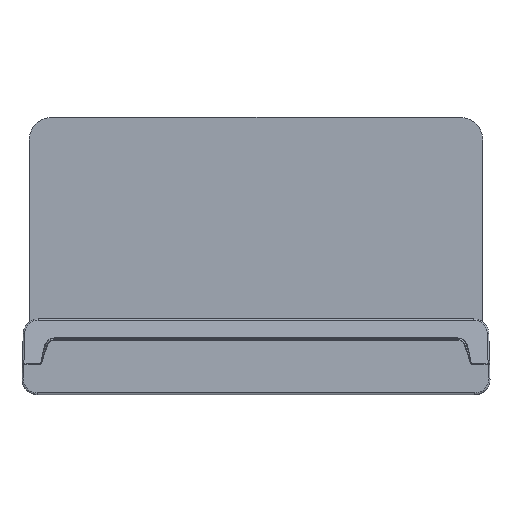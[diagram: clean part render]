
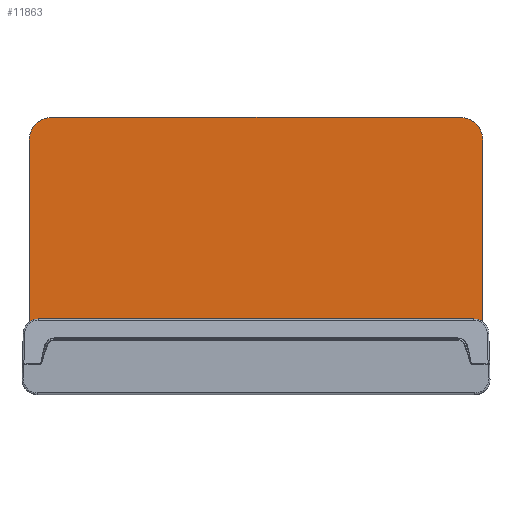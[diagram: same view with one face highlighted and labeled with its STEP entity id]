
A CAD part, top view. The second image highlights one B-rep face of the part: STEP entity #11863.
In plain terms, the highlighted face is planar.
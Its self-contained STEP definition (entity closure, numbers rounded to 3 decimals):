
#292 = AXIS2_PLACEMENT_3D ( 'NONE', #10272, #13221, #5496 ) ;
#330 = CIRCLE ( 'NONE', #7384, 15. ) ;
#571 = DIRECTION ( 'NONE',  ( 1., 0., 0. ) ) ;
#1482 = ORIENTED_EDGE ( 'NONE', *, *, #2963, .T. ) ;
#1688 = VECTOR ( 'NONE', #8628, 1000. ) ;
#1901 = VECTOR ( 'NONE', #11177, 1000. ) ;
#1909 = CARTESIAN_POINT ( 'NONE',  ( 150., 1.5, -38.1 ) ) ;
#2226 = EDGE_CURVE ( 'NONE', #13537, #11908, #11395, .T. ) ;
#2275 = DIRECTION ( 'NONE',  ( 0., 0., -1. ) ) ;
#2304 = DIRECTION ( 'NONE',  ( 1., 0., 0. ) ) ;
#2614 = EDGE_CURVE ( 'NONE', #17262, #13827, #10118, .T. ) ;
#2887 = LINE ( 'NONE', #10267, #7022 ) ;
#2963 = EDGE_CURVE ( 'NONE', #5854, #13537, #330, .T. ) ;
#3054 = DIRECTION ( 'NONE',  ( 0., 0., -1. ) ) ;
#3509 = PLANE ( 'NONE',  #16568 ) ;
#4487 = EDGE_CURVE ( 'NONE', #11908, #11390, #8293, .T. ) ;
#4560 = ORIENTED_EDGE ( 'NONE', *, *, #2614, .T. ) ;
#4805 = VECTOR ( 'NONE', #2275, 1000. ) ;
#4833 = CARTESIAN_POINT ( 'NONE',  ( 150., 1.5, -168.3 ) ) ;
#5127 = LINE ( 'NONE', #11079, #1901 ) ;
#5496 = DIRECTION ( 'NONE',  ( 1., 0., 0. ) ) ;
#5676 = EDGE_CURVE ( 'NONE', #13913, #13443, #13260, .T. ) ;
#5854 = VERTEX_POINT ( 'NONE', #4833 ) ;
#6041 = CARTESIAN_POINT ( 'NONE',  ( -150., 1.5, -38.1 ) ) ;
#6162 = ORIENTED_EDGE ( 'NONE', *, *, #9809, .F. ) ;
#6208 = CARTESIAN_POINT ( 'NONE',  ( -139.2, 1.5, -38.1 ) ) ;
#6228 = VERTEX_POINT ( 'NONE', #1909 ) ;
#6614 = ORIENTED_EDGE ( 'NONE', *, *, #6892, .T. ) ;
#6892 = EDGE_CURVE ( 'NONE', #13913, #14394, #14855, .T. ) ;
#7022 = VECTOR ( 'NONE', #13217, 1000. ) ;
#7384 = AXIS2_PLACEMENT_3D ( 'NONE', #19005, #9683, #571 ) ;
#7569 = LINE ( 'NONE', #19347, #13874 ) ;
#7626 = EDGE_CURVE ( 'NONE', #14394, #17262, #7569, .T. ) ;
#8207 = DIRECTION ( 'NONE',  ( 0., -1., 0. ) ) ;
#8293 = CIRCLE ( 'NONE', #292, 15. ) ;
#8344 = CARTESIAN_POINT ( 'NONE',  ( 139.2, 1.5, -16.228 ) ) ;
#8628 = DIRECTION ( 'NONE',  ( -1., 0., 0. ) ) ;
#9040 = DIRECTION ( 'NONE',  ( 1., 0., 0. ) ) ;
#9117 = ORIENTED_EDGE ( 'NONE', *, *, #10744, .F. ) ;
#9683 = DIRECTION ( 'NONE',  ( 0., 1., 0. ) ) ;
#9809 = EDGE_CURVE ( 'NONE', #5854, #6228, #5127, .T. ) ;
#10118 = LINE ( 'NONE', #8344, #13073 ) ;
#10267 = CARTESIAN_POINT ( 'NONE',  ( 0., 1.5, -38.1 ) ) ;
#10272 = CARTESIAN_POINT ( 'NONE',  ( -135., 1.5, -168.3 ) ) ;
#10446 = EDGE_CURVE ( 'NONE', #6228, #13827, #2887, .T. ) ;
#10493 = ORIENTED_EDGE ( 'NONE', *, *, #10446, .F. ) ;
#10744 = EDGE_CURVE ( 'NONE', #13443, #11390, #14219, .T. ) ;
#11054 = EDGE_LOOP ( 'NONE', ( #6162, #1482, #12598, #17659, #9117, #19197, #6614, #15330, #4560, #10493 ) ) ;
#11079 = CARTESIAN_POINT ( 'NONE',  ( 150., 1.5, -211.3 ) ) ;
#11177 = DIRECTION ( 'NONE',  ( 0., 0., 1. ) ) ;
#11338 = FACE_OUTER_BOUND ( 'NONE', #11054, .T. ) ;
#11390 = VERTEX_POINT ( 'NONE', #18310 ) ;
#11395 = LINE ( 'NONE', #17481, #12114 ) ;
#11657 = DIRECTION ( 'NONE',  ( 0., 0., 1. ) ) ;
#11863 = ADVANCED_FACE ( 'NONE', ( #11338 ), #3509, .F. ) ;
#11908 = VERTEX_POINT ( 'NONE', #16103 ) ;
#12114 = VECTOR ( 'NONE', #19170, 1000. ) ;
#12598 = ORIENTED_EDGE ( 'NONE', *, *, #2226, .T. ) ;
#13073 = VECTOR ( 'NONE', #11657, 1000. ) ;
#13217 = DIRECTION ( 'NONE',  ( -1., 0., 0. ) ) ;
#13221 = DIRECTION ( 'NONE',  ( 0., 1., 0. ) ) ;
#13260 = LINE ( 'NONE', #19334, #1688 ) ;
#13443 = VERTEX_POINT ( 'NONE', #6041 ) ;
#13537 = VERTEX_POINT ( 'NONE', #15258 ) ;
#13827 = VERTEX_POINT ( 'NONE', #17010 ) ;
#13874 = VECTOR ( 'NONE', #9040, 1000. ) ;
#13913 = VERTEX_POINT ( 'NONE', #6208 ) ;
#14219 = LINE ( 'NONE', #18785, #4805 ) ;
#14394 = VERTEX_POINT ( 'NONE', #17384 ) ;
#14621 = CARTESIAN_POINT ( 'NONE',  ( 139.2, 1.5, -42.1 ) ) ;
#14855 = LINE ( 'NONE', #18065, #18967 ) ;
#15258 = CARTESIAN_POINT ( 'NONE',  ( 135., 1.5, -183.3 ) ) ;
#15330 = ORIENTED_EDGE ( 'NONE', *, *, #7626, .T. ) ;
#15924 = CARTESIAN_POINT ( 'NONE',  ( 0., 1.5, -121.3 ) ) ;
#16103 = CARTESIAN_POINT ( 'NONE',  ( -135., 1.5, -183.3 ) ) ;
#16568 = AXIS2_PLACEMENT_3D ( 'NONE', #15924, #8207, #2304 ) ;
#17010 = CARTESIAN_POINT ( 'NONE',  ( 139.2, 1.5, -38.1 ) ) ;
#17262 = VERTEX_POINT ( 'NONE', #14621 ) ;
#17384 = CARTESIAN_POINT ( 'NONE',  ( -139.2, 1.5, -42.1 ) ) ;
#17481 = CARTESIAN_POINT ( 'NONE',  ( 0., 1.5, -183.3 ) ) ;
#17659 = ORIENTED_EDGE ( 'NONE', *, *, #4487, .T. ) ;
#18065 = CARTESIAN_POINT ( 'NONE',  ( -139.2, 1.5, -40.8 ) ) ;
#18310 = CARTESIAN_POINT ( 'NONE',  ( -150., 1.5, -168.3 ) ) ;
#18785 = CARTESIAN_POINT ( 'NONE',  ( -150., 1.5, -31.3 ) ) ;
#18967 = VECTOR ( 'NONE', #3054, 1000. ) ;
#19005 = CARTESIAN_POINT ( 'NONE',  ( 135., 1.5, -168.3 ) ) ;
#19170 = DIRECTION ( 'NONE',  ( -1., 0., 0. ) ) ;
#19197 = ORIENTED_EDGE ( 'NONE', *, *, #5676, .F. ) ;
#19334 = CARTESIAN_POINT ( 'NONE',  ( 0., 1.5, -38.1 ) ) ;
#19347 = CARTESIAN_POINT ( 'NONE',  ( 139.2, 1.5, -42.1 ) ) ;
